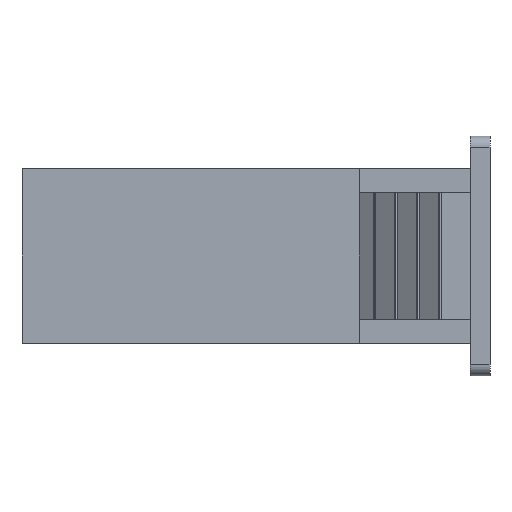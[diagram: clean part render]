
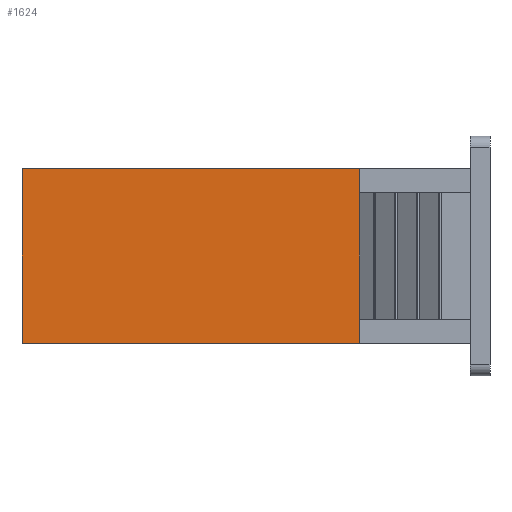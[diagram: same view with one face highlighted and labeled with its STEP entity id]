
A CAD part, left-side view. The second image highlights one B-rep face of the part: STEP entity #1624.
In plain terms, the highlighted planar face has unit normal (-1, 0, 0).
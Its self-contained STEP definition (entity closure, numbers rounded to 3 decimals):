
#146 = LINE ( 'NONE', #2041, #4506 ) ;
#232 = ORIENTED_EDGE ( 'NONE', *, *, #5191, .T. ) ;
#571 = VECTOR ( 'NONE', #4023, 1000. ) ;
#1164 = CARTESIAN_POINT ( 'NONE',  ( -16., 31., -8. ) ) ;
#1172 = ORIENTED_EDGE ( 'NONE', *, *, #3856, .F. ) ;
#1624 = ADVANCED_FACE ( 'NONE', ( #7507 ), #5720, .F. ) ;
#1756 = ORIENTED_EDGE ( 'NONE', *, *, #7597, .F. ) ;
#1788 = AXIS2_PLACEMENT_3D ( 'NONE', #2252, #9140, #4004 ) ;
#2041 = CARTESIAN_POINT ( 'NONE',  ( -16., 31., -8. ) ) ;
#2252 = CARTESIAN_POINT ( 'NONE',  ( -16., 31., -8. ) ) ;
#2418 = VERTEX_POINT ( 'NONE', #10809 ) ;
#2908 = DIRECTION ( 'NONE',  ( 0., -1., 0. ) ) ;
#3540 = ORIENTED_EDGE ( 'NONE', *, *, #5328, .T. ) ;
#3856 = EDGE_CURVE ( 'NONE', #4669, #2418, #8325, .T. ) ;
#4004 = DIRECTION ( 'NONE',  ( 0., 0., -1. ) ) ;
#4023 = DIRECTION ( 'NONE',  ( 0., 0., 1. ) ) ;
#4296 = VERTEX_POINT ( 'NONE', #8684 ) ;
#4506 = VECTOR ( 'NONE', #2908, 1000. ) ;
#4669 = VERTEX_POINT ( 'NONE', #4715 ) ;
#4715 = CARTESIAN_POINT ( 'NONE',  ( -16., 31., -8. ) ) ;
#5191 = EDGE_CURVE ( 'NONE', #4669, #8889, #146, .T. ) ;
#5328 = EDGE_CURVE ( 'NONE', #8889, #4296, #9485, .T. ) ;
#5402 = DIRECTION ( 'NONE',  ( 0., -1., 0. ) ) ;
#5720 = PLANE ( 'NONE',  #1788 ) ;
#6119 = LINE ( 'NONE', #9655, #8125 ) ;
#6301 = VECTOR ( 'NONE', #6413, 1000. ) ;
#6328 = EDGE_LOOP ( 'NONE', ( #3540, #1756, #1172, #232 ) ) ;
#6413 = DIRECTION ( 'NONE',  ( 0., 0., 1. ) ) ;
#7507 = FACE_OUTER_BOUND ( 'NONE', #6328, .T. ) ;
#7597 = EDGE_CURVE ( 'NONE', #2418, #4296, #6119, .T. ) ;
#8125 = VECTOR ( 'NONE', #5402, 1000. ) ;
#8325 = LINE ( 'NONE', #1164, #6301 ) ;
#8684 = CARTESIAN_POINT ( 'NONE',  ( -16., 0., 8. ) ) ;
#8889 = VERTEX_POINT ( 'NONE', #9149 ) ;
#9140 = DIRECTION ( 'NONE',  ( 1., 0., 0. ) ) ;
#9149 = CARTESIAN_POINT ( 'NONE',  ( -16., 0., -8. ) ) ;
#9164 = CARTESIAN_POINT ( 'NONE',  ( -16., 0., -8. ) ) ;
#9485 = LINE ( 'NONE', #9164, #571 ) ;
#9655 = CARTESIAN_POINT ( 'NONE',  ( -16., 31., 8. ) ) ;
#10809 = CARTESIAN_POINT ( 'NONE',  ( -16., 31., 8. ) ) ;
